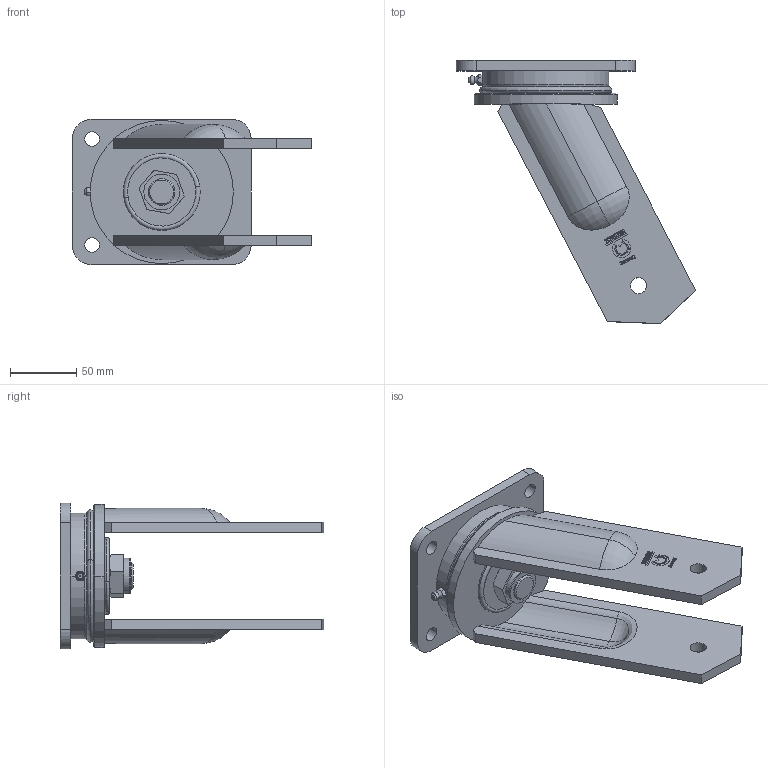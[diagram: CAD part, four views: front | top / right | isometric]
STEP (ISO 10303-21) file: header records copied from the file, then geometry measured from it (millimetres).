
FILE_DESCRIPTION (( 'STEP AP214' ), '1' );
FILE_NAME ('0019246.step', '2022-06-24T11:05:40', ( '' ), ( '' ), 'SwSTEP 2.0', 'SolidWorks 2020', '' );
FILE_SCHEMA (( 'AUTOMOTIVE_DESIGN' ));
Length unit declared in the file: millimetre
Products named in the file (1): 0019246
Bounding box: 180.67 x 198.68 x 110 mm (x, y, z)
Volume: 524119.6 mm3; surface area: 134475.7 mm2
Topology: 8 solids, 8 shells, 654 faces, 1704 edges, 1116 vertices
Faces by surface type: plane 321, bspline 204, cylinder 73, cone 28, torus 26, sphere 2
Entity records: 23811 total; most frequent: CARTESIAN_POINT 9671, ORIENTED_EDGE 3398, DIRECTION 1954, EDGE_CURVE 1699, VERTEX_POINT 1115, B_SPLINE_CURVE_WITH_KNOTS 838, EDGE_LOOP 732, FACE_OUTER_BOUND 654
